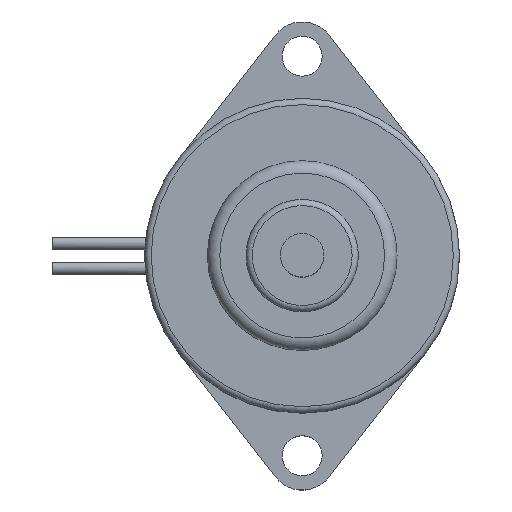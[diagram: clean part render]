
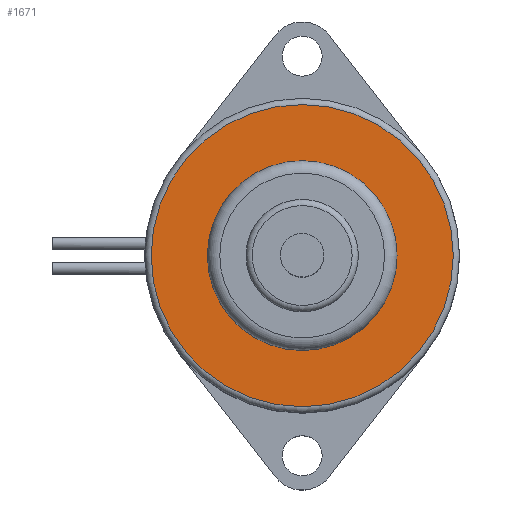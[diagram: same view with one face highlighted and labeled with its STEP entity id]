
A CAD part, top view. The second image highlights one B-rep face of the part: STEP entity #1671.
In plain terms, the highlighted planar face has unit normal (0, 0, 1).
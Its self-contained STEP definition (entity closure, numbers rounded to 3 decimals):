
#1585=CARTESIAN_POINT('',(0.,7.6,15.8));
#1586=VERTEX_POINT('',#1585);
#1587=CARTESIAN_POINT('',(0.,0.,15.8));
#1588=DIRECTION('',(0.0,0.0,1.0));
#1589=DIRECTION('',(0.0,1.0,0.0));
#1590=AXIS2_PLACEMENT_3D('',#1587,#1588,#1589);
#1591=CIRCLE('',#1590,7.6);
#1592=EDGE_CURVE('',#1586,#1586,#1591,.T.);
#1616=CARTESIAN_POINT('',(0.,12.1,15.8));
#1617=VERTEX_POINT('',#1616);
#1618=CARTESIAN_POINT('',(0.,0.,15.8));
#1619=DIRECTION('',(0.0,0.0,-1.0));
#1620=DIRECTION('',(0.0,-1.0,0.0));
#1621=AXIS2_PLACEMENT_3D('',#1618,#1619,#1620);
#1622=CIRCLE('',#1621,12.1);
#1623=EDGE_CURVE('',#1617,#1617,#1622,.T.);
#1660=CARTESIAN_POINT('',(0.,7.05,15.8));
#1661=DIRECTION('',(0.0,0.0,1.0));
#1662=DIRECTION('',(1.0,0.0,0.0));
#1663=AXIS2_PLACEMENT_3D('',#1660,#1661,#1662);
#1664=PLANE('',#1663);
#1665=ORIENTED_EDGE('',*,*,#1623,.F.);
#1666=EDGE_LOOP('',(#1665));
#1667=FACE_OUTER_BOUND('',#1666,.T.);
#1668=ORIENTED_EDGE('',*,*,#1592,.F.);
#1669=EDGE_LOOP('',(#1668));
#1670=FACE_BOUND('',#1669,.T.);
#1671=ADVANCED_FACE('',(#1667,#1670),#1664,.T.);
